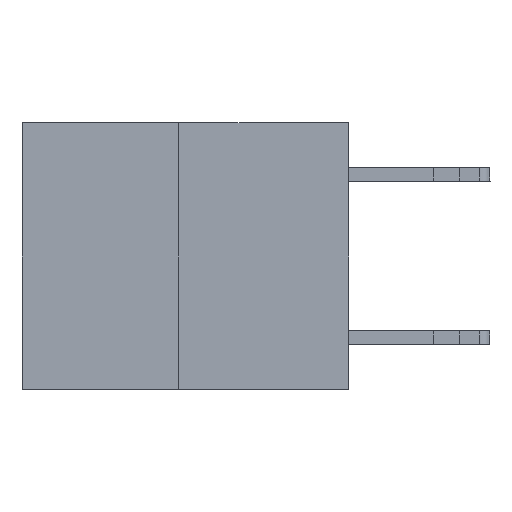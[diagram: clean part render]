
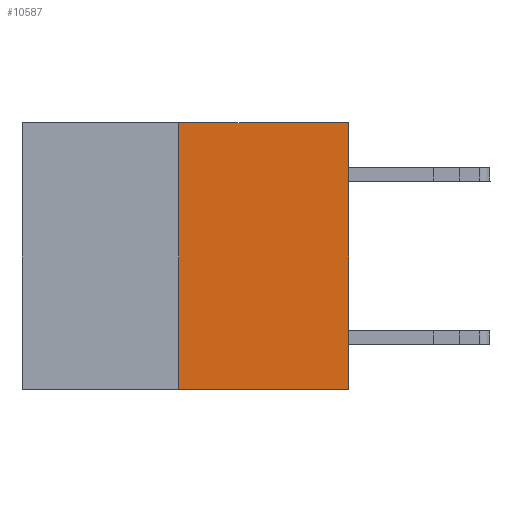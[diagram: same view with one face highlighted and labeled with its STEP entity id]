
A CAD part, left-side view. The second image highlights one B-rep face of the part: STEP entity #10587.
In plain terms, the highlighted planar face has unit normal (-1, 0, 0).
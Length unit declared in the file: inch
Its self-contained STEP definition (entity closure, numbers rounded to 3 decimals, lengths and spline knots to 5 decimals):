
#335 = ORIENTED_EDGE ( 'NONE', *, *, #549, .T. ) ;
#549 = EDGE_CURVE ( 'NONE', #22767, #21085, #23135, .T. ) ;
#1871 = FACE_OUTER_BOUND ( 'NONE', #23857, .T. ) ;
#2666 = DIRECTION ( 'NONE',  ( 1., 0., 0. ) ) ;
#3933 = ORIENTED_EDGE ( 'NONE', *, *, #16363, .T. ) ;
#4074 = CARTESIAN_POINT ( 'NONE',  ( 0., 0., -0.49 ) ) ;
#4093 = EDGE_CURVE ( 'NONE', #22767, #20171, #10531, .T. ) ;
#5165 = DIRECTION ( 'NONE',  ( 0., 0., -1. ) ) ;
#5447 = CARTESIAN_POINT ( 'NONE',  ( 0., 0.6, -0.49 ) ) ;
#5692 = DIRECTION ( 'NONE',  ( 0., 0., 1. ) ) ;
#6645 = VECTOR ( 'NONE', #13087, 39.37008 ) ;
#7596 = ORIENTED_EDGE ( 'NONE', *, *, #22384, .F. ) ;
#8947 = LINE ( 'NONE', #17012, #6645 ) ;
#9144 = PLANE ( 'NONE',  #14100 ) ;
#9565 = CARTESIAN_POINT ( 'NONE',  ( 0., 0.312, -0.49 ) ) ;
#10531 = LINE ( 'NONE', #16422, #14549 ) ;
#10587 = ADVANCED_FACE ( 'NONE', ( #1871 ), #9144, .F. ) ;
#12629 = DIRECTION ( 'NONE',  ( 0., -1., 0. ) ) ;
#13087 = DIRECTION ( 'NONE',  ( 0., 0., 1. ) ) ;
#14100 = AXIS2_PLACEMENT_3D ( 'NONE', #15429, #2666, #5165 ) ;
#14549 = VECTOR ( 'NONE', #5692, 39.37008 ) ;
#15110 = VERTEX_POINT ( 'NONE', #17078 ) ;
#15429 = CARTESIAN_POINT ( 'NONE',  ( 0., 0.6, 0. ) ) ;
#16363 = EDGE_CURVE ( 'NONE', #21085, #15110, #8947, .T. ) ;
#16422 = CARTESIAN_POINT ( 'NONE',  ( 0., 0.312, -0.49 ) ) ;
#16946 = VECTOR ( 'NONE', #12629, 39.37008 ) ;
#17012 = CARTESIAN_POINT ( 'NONE',  ( 0., 0., 0. ) ) ;
#17078 = CARTESIAN_POINT ( 'NONE',  ( 0., 0., 0. ) ) ;
#18801 = CARTESIAN_POINT ( 'NONE',  ( 0., 0.6, 0. ) ) ;
#20171 = VERTEX_POINT ( 'NONE', #20605 ) ;
#20394 = DIRECTION ( 'NONE',  ( 0., -1., 0. ) ) ;
#20605 = CARTESIAN_POINT ( 'NONE',  ( 0., 0.312, 0. ) ) ;
#20925 = ORIENTED_EDGE ( 'NONE', *, *, #4093, .F. ) ;
#21085 = VERTEX_POINT ( 'NONE', #4074 ) ;
#22384 = EDGE_CURVE ( 'NONE', #20171, #15110, #27022, .T. ) ;
#22767 = VERTEX_POINT ( 'NONE', #9565 ) ;
#23135 = LINE ( 'NONE', #5447, #25835 ) ;
#23857 = EDGE_LOOP ( 'NONE', ( #20925, #335, #3933, #7596 ) ) ;
#25835 = VECTOR ( 'NONE', #20394, 39.37008 ) ;
#27022 = LINE ( 'NONE', #18801, #16946 ) ;
